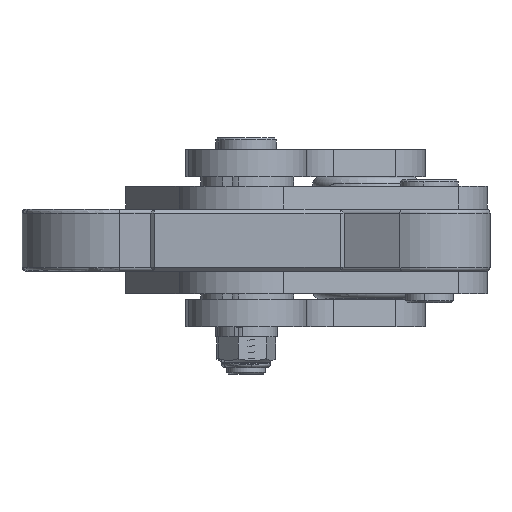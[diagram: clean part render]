
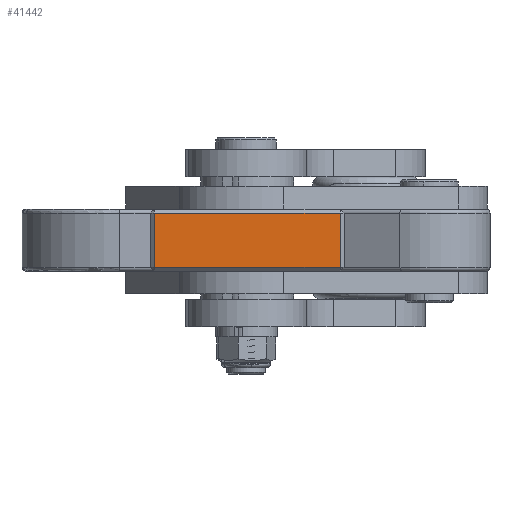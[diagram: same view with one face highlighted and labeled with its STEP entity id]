
A CAD part, front view. The second image highlights one B-rep face of the part: STEP entity #41442.
In plain terms, the highlighted planar face has unit normal (0, -1, 0).
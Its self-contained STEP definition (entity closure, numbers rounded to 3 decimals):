
#4144 = CARTESIAN_POINT ( 'NONE',  ( -25., -28.3, 16. ) ) ;
#5100 = LINE ( 'NONE', #24299, #58444 ) ;
#6144 = CARTESIAN_POINT ( 'NONE',  ( -25., -28.3, 15. ) ) ;
#8473 = VERTEX_POINT ( 'NONE', #48350 ) ;
#9372 = DIRECTION ( 'NONE',  ( 0., 1., 0. ) ) ;
#9715 = CARTESIAN_POINT ( 'NONE',  ( -24., -28.3, 16. ) ) ;
#10159 = CARTESIAN_POINT ( 'NONE',  ( -24., -28.3, 1. ) ) ;
#15260 = CARTESIAN_POINT ( 'NONE',  ( 24., -28.3, 15. ) ) ;
#15826 = AXIS2_PLACEMENT_3D ( 'NONE', #4144, #9372, #45469 ) ;
#19013 = LINE ( 'NONE', #9715, #58632 ) ;
#21508 = EDGE_CURVE ( 'NONE', #53317, #50059, #5100, .T. ) ;
#21726 = FACE_OUTER_BOUND ( 'NONE', #59499, .T. ) ;
#24299 = CARTESIAN_POINT ( 'NONE',  ( 24., -28.3, 16. ) ) ;
#29521 = DIRECTION ( 'NONE',  ( 0., 0., 1. ) ) ;
#31544 = ORIENTED_EDGE ( 'NONE', *, *, #56750, .T. ) ;
#31929 = DIRECTION ( 'NONE',  ( -1., 0., 0. ) ) ;
#32284 = DIRECTION ( 'NONE',  ( 1., 0., 0. ) ) ;
#41442 = ADVANCED_FACE ( 'NONE', ( #21726 ), #66016, .F. ) ;
#43729 = EDGE_CURVE ( 'NONE', #8473, #43757, #19013, .T. ) ;
#43757 = VERTEX_POINT ( 'NONE', #10159 ) ;
#45469 = DIRECTION ( 'NONE',  ( 0., 0., 1. ) ) ;
#47694 = ORIENTED_EDGE ( 'NONE', *, *, #43729, .T. ) ;
#48350 = CARTESIAN_POINT ( 'NONE',  ( -24., -28.3, 15. ) ) ;
#50059 = VERTEX_POINT ( 'NONE', #15260 ) ;
#51262 = EDGE_CURVE ( 'NONE', #43757, #53317, #62472, .T. ) ;
#51275 = VECTOR ( 'NONE', #31929, 1000. ) ;
#51957 = VECTOR ( 'NONE', #32284, 1000. ) ;
#53317 = VERTEX_POINT ( 'NONE', #63047 ) ;
#56750 = EDGE_CURVE ( 'NONE', #50059, #8473, #65040, .T. ) ;
#58444 = VECTOR ( 'NONE', #29521, 1000. ) ;
#58632 = VECTOR ( 'NONE', #61602, 1000. ) ;
#59499 = EDGE_LOOP ( 'NONE', ( #64003, #63025, #31544, #47694 ) ) ;
#61602 = DIRECTION ( 'NONE',  ( 0., 0., -1. ) ) ;
#62472 = LINE ( 'NONE', #63408, #51957 ) ;
#63025 = ORIENTED_EDGE ( 'NONE', *, *, #21508, .T. ) ;
#63047 = CARTESIAN_POINT ( 'NONE',  ( 24., -28.3, 1. ) ) ;
#63408 = CARTESIAN_POINT ( 'NONE',  ( -25., -28.3, 1. ) ) ;
#64003 = ORIENTED_EDGE ( 'NONE', *, *, #51262, .T. ) ;
#65040 = LINE ( 'NONE', #6144, #51275 ) ;
#66016 = PLANE ( 'NONE',  #15826 ) ;
